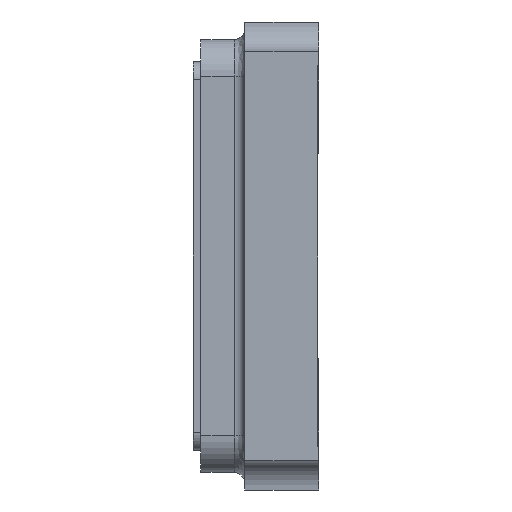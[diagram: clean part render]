
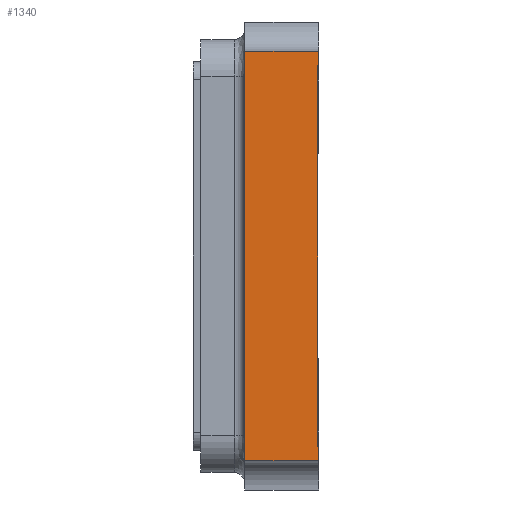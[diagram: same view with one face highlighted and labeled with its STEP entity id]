
A CAD part, left-side view. The second image highlights one B-rep face of the part: STEP entity #1340.
In plain terms, the highlighted planar face has unit normal (-1, 0, 0).
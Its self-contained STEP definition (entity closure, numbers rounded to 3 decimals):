
#38 = CARTESIAN_POINT ( 'NONE',  ( -2.5, 0., -1.6 ) ) ;
#102 = CARTESIAN_POINT ( 'NONE',  ( -2.5, -0.005, 1.4 ) ) ;
#111 = ORIENTED_EDGE ( 'NONE', *, *, #1148, .F. ) ;
#166 = VERTEX_POINT ( 'NONE', #558 ) ;
#167 = DIRECTION ( 'NONE',  ( 0., -1., 0. ) ) ;
#184 = CARTESIAN_POINT ( 'NONE',  ( -2.5, -0.005, -1.4 ) ) ;
#189 = DIRECTION ( 'NONE',  ( 0., 1., 0. ) ) ;
#205 = DIRECTION ( 'NONE',  ( 0., 1., 0. ) ) ;
#218 = DIRECTION ( 'NONE',  ( 0., 0., -1. ) ) ;
#231 = CARTESIAN_POINT ( 'NONE',  ( -2.5, -0.005, 1.4 ) ) ;
#240 = CARTESIAN_POINT ( 'NONE',  ( -2.5, 0., -1.3 ) ) ;
#354 = LINE ( 'NONE', #1711, #1652 ) ;
#397 = EDGE_CURVE ( 'NONE', #537, #2418, #1983, .T. ) ;
#469 = VECTOR ( 'NONE', #218, 1000. ) ;
#472 = AXIS2_PLACEMENT_3D ( 'NONE', #1021, #2497, #2736 ) ;
#473 = VECTOR ( 'NONE', #1551, 1000. ) ;
#476 = LINE ( 'NONE', #102, #2465 ) ;
#537 = VERTEX_POINT ( 'NONE', #240 ) ;
#558 = CARTESIAN_POINT ( 'NONE',  ( -2.5, -0.005, 1.4 ) ) ;
#605 = PLANE ( 'NONE',  #472 ) ;
#629 = LINE ( 'NONE', #800, #1420 ) ;
#651 = LINE ( 'NONE', #231, #469 ) ;
#800 = CARTESIAN_POINT ( 'NONE',  ( -2.5, 0.5, -1.4 ) ) ;
#873 = EDGE_CURVE ( 'NONE', #2418, #2674, #1335, .T. ) ;
#893 = LINE ( 'NONE', #1550, #2461 ) ;
#1021 = CARTESIAN_POINT ( 'NONE',  ( -2.5, 0.5, 1.4 ) ) ;
#1094 = CARTESIAN_POINT ( 'NONE',  ( -2.5, -0.005, 1.3 ) ) ;
#1148 = EDGE_CURVE ( 'NONE', #166, #2674, #651, .T. ) ;
#1227 = ORIENTED_EDGE ( 'NONE', *, *, #1914, .F. ) ;
#1335 = LINE ( 'NONE', #1094, #1511 ) ;
#1340 = ADVANCED_FACE ( 'NONE', ( #2764 ), #605, .F. ) ;
#1420 = VECTOR ( 'NONE', #189, 1000. ) ;
#1432 = VERTEX_POINT ( 'NONE', #184 ) ;
#1485 = CARTESIAN_POINT ( 'NONE',  ( -2.5, 0.5, 1.4 ) ) ;
#1511 = VECTOR ( 'NONE', #2357, 1000. ) ;
#1550 = CARTESIAN_POINT ( 'NONE',  ( -2.5, -0.005, -1.3 ) ) ;
#1551 = DIRECTION ( 'NONE',  ( 0., 0., 1. ) ) ;
#1586 = CARTESIAN_POINT ( 'NONE',  ( -2.5, 0.5, 1.4 ) ) ;
#1611 = VECTOR ( 'NONE', #167, 1000. ) ;
#1652 = VECTOR ( 'NONE', #1917, 1000. ) ;
#1668 = ORIENTED_EDGE ( 'NONE', *, *, #1947, .F. ) ;
#1677 = ORIENTED_EDGE ( 'NONE', *, *, #1876, .F. ) ;
#1711 = CARTESIAN_POINT ( 'NONE',  ( -2.5, 0.5, 1.4 ) ) ;
#1754 = EDGE_LOOP ( 'NONE', ( #2592, #1907, #2657, #2179, #111, #1677, #1227, #1668 ) ) ;
#1793 = VERTEX_POINT ( 'NONE', #2475 ) ;
#1826 = CARTESIAN_POINT ( 'NONE',  ( -2.5, 0., 1.3 ) ) ;
#1876 = EDGE_CURVE ( 'NONE', #2448, #166, #2116, .T. ) ;
#1907 = ORIENTED_EDGE ( 'NONE', *, *, #2310, .T. ) ;
#1914 = EDGE_CURVE ( 'NONE', #1793, #2448, #354, .T. ) ;
#1917 = DIRECTION ( 'NONE',  ( 0., 0., 1. ) ) ;
#1947 = EDGE_CURVE ( 'NONE', #1432, #1793, #629, .T. ) ;
#1960 = CARTESIAN_POINT ( 'NONE',  ( -2.5, -0.005, 1.3 ) ) ;
#1966 = CARTESIAN_POINT ( 'NONE',  ( -2.5, -0.005, -1.3 ) ) ;
#1983 = LINE ( 'NONE', #38, #473 ) ;
#2116 = LINE ( 'NONE', #1485, #1611 ) ;
#2179 = ORIENTED_EDGE ( 'NONE', *, *, #873, .T. ) ;
#2299 = VERTEX_POINT ( 'NONE', #1966 ) ;
#2310 = EDGE_CURVE ( 'NONE', #2299, #537, #893, .T. ) ;
#2357 = DIRECTION ( 'NONE',  ( 0., -1., 0. ) ) ;
#2418 = VERTEX_POINT ( 'NONE', #1826 ) ;
#2435 = DIRECTION ( 'NONE',  ( 0., 0., -1. ) ) ;
#2448 = VERTEX_POINT ( 'NONE', #1586 ) ;
#2461 = VECTOR ( 'NONE', #205, 1000. ) ;
#2465 = VECTOR ( 'NONE', #2435, 1000. ) ;
#2475 = CARTESIAN_POINT ( 'NONE',  ( -2.5, 0.5, -1.4 ) ) ;
#2497 = DIRECTION ( 'NONE',  ( 1., 0., 0. ) ) ;
#2592 = ORIENTED_EDGE ( 'NONE', *, *, #2765, .F. ) ;
#2657 = ORIENTED_EDGE ( 'NONE', *, *, #397, .T. ) ;
#2674 = VERTEX_POINT ( 'NONE', #1960 ) ;
#2736 = DIRECTION ( 'NONE',  ( 0., 0., -1. ) ) ;
#2764 = FACE_OUTER_BOUND ( 'NONE', #1754, .T. ) ;
#2765 = EDGE_CURVE ( 'NONE', #2299, #1432, #476, .T. ) ;
